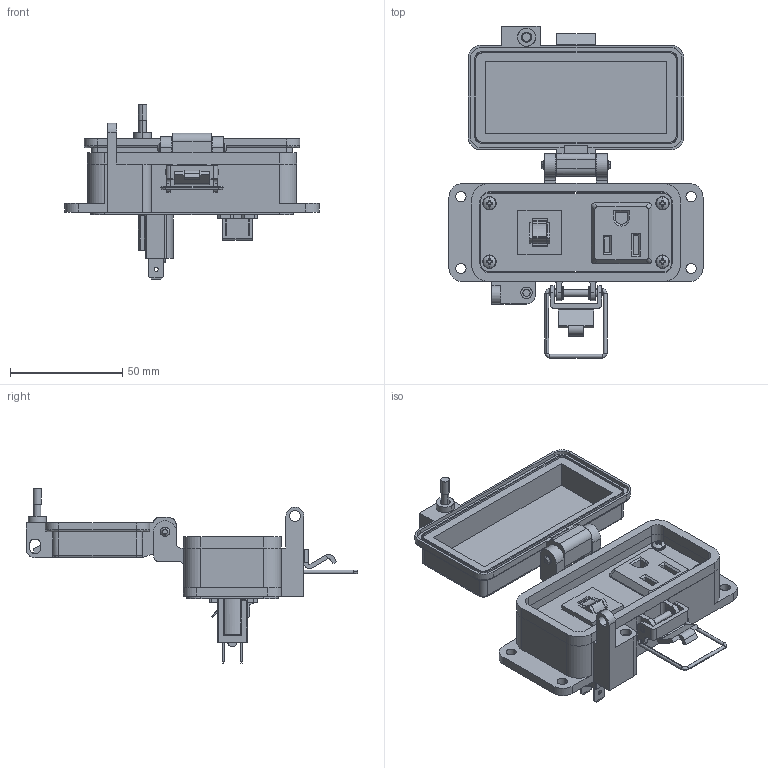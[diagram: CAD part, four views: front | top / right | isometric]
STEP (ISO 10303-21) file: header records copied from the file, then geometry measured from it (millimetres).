
FILE_DESCRIPTION (( 'STEP AP203' ), '1' );
FILE_NAME ('P-XX-F3R3_3D.STEP', '2021-05-25T13:16:55', ( '' ), ( '' ), 'SwSTEP 2.0', 'SolidWorks 2019', '' );
FILE_SCHEMA (( 'CONFIG_CONTROL_DESIGN' ));
Length unit declared in the file: millimetre
Products named in the file (10): Z-CB-SM; P-XX-F3R3_FP060_1; Z-200-OTLT-R0SQ; P-XX-F3R3_3D; P-XX-F3R3_BP180_1; 92005A124_METRIC PAN HEAD PHILLIPS MACHINE SCREW_92005A124; -F3; Z-H-F3_B; R; CBX
Assembly tree (12 placements, depth 3):
  P-XX-F3R3_3D
    P-XX-F3R3_BP180_1
    P-XX-F3R3_FP060_1
    R
      Z-200-OTLT-R0SQ
    CBX
      Z-CB-SM
    -F3
      Z-H-F3_B
    92005A124_METRIC PAN HEAD PHILLIPS MACHINE SCREW_92005A124  x4
Bounding box: 113 x 147.61 x 77.73 mm (x, y, z)
Volume: 94500.9 mm3; surface area: 68466.9 mm2
Topology: 18 solids, 18 shells, 1524 faces, 4275 edges, 2828 vertices
Faces by surface type: cylinder 863, plane 536, bspline 56, cone 45, torus 16, sphere 8
Entity records: 36356 total; most frequent: CARTESIAN_POINT 11016, ORIENTED_EDGE 5394, DIRECTION 4669, EDGE_CURVE 2697, VERTEX_POINT 1781, VECTOR 1641, LINE 1641, AXIS2_PLACEMENT_3D 1514
